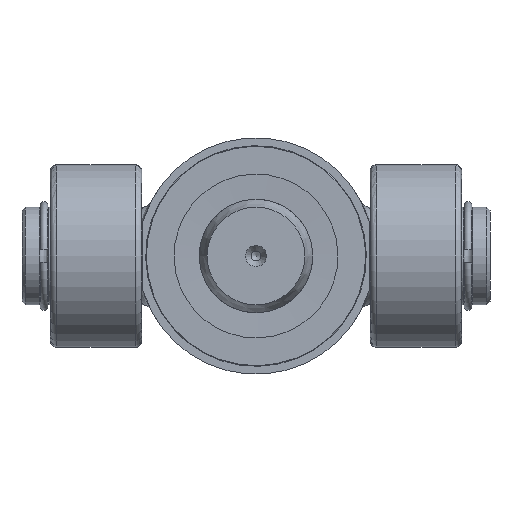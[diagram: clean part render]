
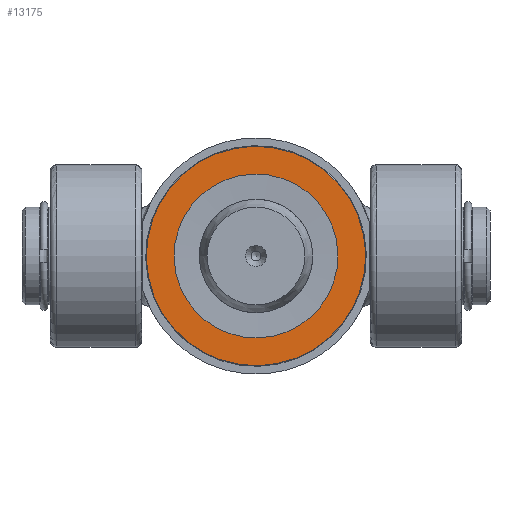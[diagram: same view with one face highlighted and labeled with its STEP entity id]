
A CAD part, front view. The second image highlights one B-rep face of the part: STEP entity #13175.
In plain terms, the highlighted face is planar.
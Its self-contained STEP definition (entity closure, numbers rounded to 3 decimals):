
#2938=PLANE('',#14161);
#3259=FACE_BOUND('',#4535,.T.);
#3717=FACE_OUTER_BOUND('',#4534,.T.);
#4534=EDGE_LOOP('',(#10828));
#4535=EDGE_LOOP('',(#10829));
#5120=CIRCLE('',#14160,34.8);
#5121=CIRCLE('',#14162,26.);
#6017=VERTEX_POINT('',#24323);
#6018=VERTEX_POINT('',#24326);
#7725=EDGE_CURVE('',#6017,#6017,#5120,.T.);
#7726=EDGE_CURVE('',#6018,#6018,#5121,.T.);
#10828=ORIENTED_EDGE('',*,*,#7725,.F.);
#10829=ORIENTED_EDGE('',*,*,#7726,.T.);
#13175=ADVANCED_FACE('',(#3717,#3259),#2938,.F.);
#14160=AXIS2_PLACEMENT_3D('',#24324,#16113,#16114);
#14161=AXIS2_PLACEMENT_3D('',#24325,#16115,#16116);
#14162=AXIS2_PLACEMENT_3D('',#24327,#16117,#16118);
#16113=DIRECTION('center_axis',(0.,0.,1.));
#16114=DIRECTION('ref_axis',(-1.,0.,0.));
#16115=DIRECTION('center_axis',(0.,0.,1.));
#16116=DIRECTION('ref_axis',(1.,0.,0.));
#16117=DIRECTION('center_axis',(0.,0.,1.));
#16118=DIRECTION('ref_axis',(0.,-1.,0.));
#24323=CARTESIAN_POINT('',(34.8,0.,0.));
#24324=CARTESIAN_POINT('Origin',(0.,0.,0.));
#24325=CARTESIAN_POINT('Origin',(0.,0.,
0.));
#24326=CARTESIAN_POINT('',(0.,-26.,0.));
#24327=CARTESIAN_POINT('Origin',(0.,0.,0.));
